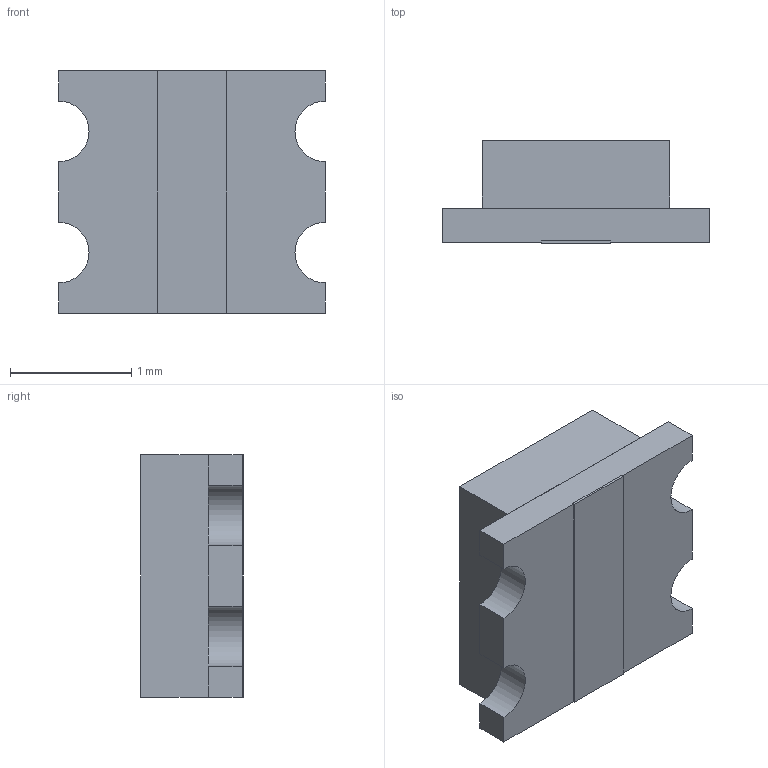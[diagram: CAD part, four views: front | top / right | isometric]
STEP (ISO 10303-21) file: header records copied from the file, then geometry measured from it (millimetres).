
FILE_DESCRIPTION (( 'STEP AP214' ), '1' );
FILE_NAME ('WS2812C-2020.STEP', '2021-08-30T09:56:26', ( '' ), ( '' ), 'SwSTEP 2.0', 'SolidWorks 2018', '' );
FILE_SCHEMA (( 'AUTOMOTIVE_DESIGN' ));
Length unit declared in the file: millimetre
Products named in the file (2): WS2812C-2020
Bounding box: 2.2 x 0.85 x 2 mm (x, y, z)
Volume: 2.9 mm3; surface area: 27 mm2
Topology: 10 solids, 10 shells, 72 faces, 156 edges, 104 vertices
Faces by surface type: plane 68, cylinder 4
Entity records: 2652 total; most frequent: CARTESIAN_POINT 334, DIRECTION 312, ORIENTED_EDGE 312, EDGE_CURVE 156, LINE 148, VECTOR 148, VERTEX_POINT 104, AXIS2_PLACEMENT_3D 82
